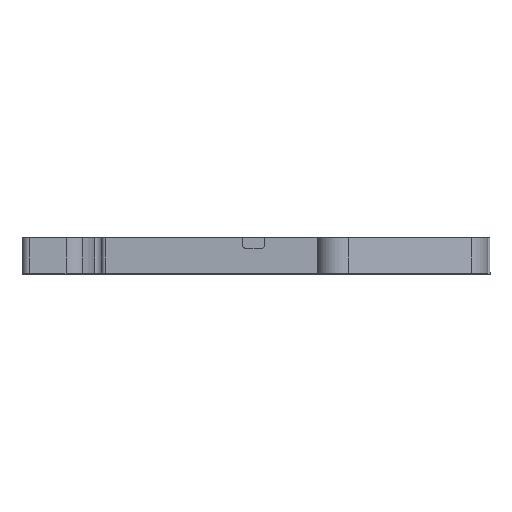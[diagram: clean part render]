
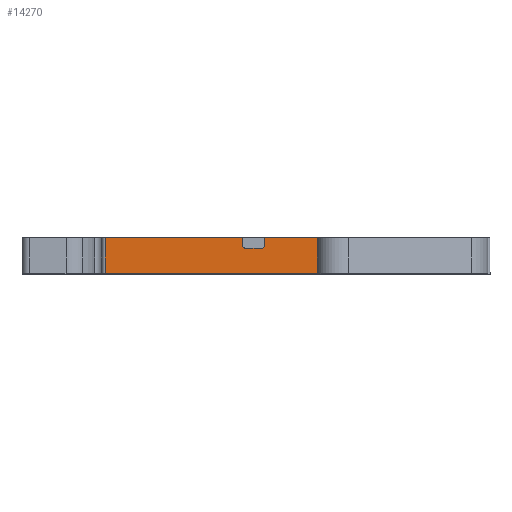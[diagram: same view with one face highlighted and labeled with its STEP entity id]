
A CAD part, front view. The second image highlights one B-rep face of the part: STEP entity #14270.
In plain terms, the highlighted planar face has unit normal (0, -1, 0).
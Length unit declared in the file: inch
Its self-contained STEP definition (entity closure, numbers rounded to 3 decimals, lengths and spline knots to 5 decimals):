
#29 = LINE ( 'NONE', #4278, #8149 ) ;
#364 = VECTOR ( 'NONE', #14319, 39.37008 ) ;
#894 = LINE ( 'NONE', #10490, #9285 ) ;
#934 = DIRECTION ( 'NONE',  ( 0., 0., -1. ) ) ;
#1087 = EDGE_CURVE ( 'NONE', #3203, #18716, #18859, .T. ) ;
#1486 = DIRECTION ( 'NONE',  ( 0., 0., 1. ) ) ;
#1752 = CARTESIAN_POINT ( 'NONE',  ( -0.60441, 0., 0.20276 ) ) ;
#2268 = CARTESIAN_POINT ( 'NONE',  ( 0.29637, 0., 0.15185 ) ) ;
#2283 = EDGE_CURVE ( 'NONE', #8642, #7501, #14995, .T. ) ;
#2571 = EDGE_CURVE ( 'NONE', #12364, #8399, #8879, .T. ) ;
#2701 = DIRECTION ( 'NONE',  ( 0., 0., -1. ) ) ;
#2906 = ORIENTED_EDGE ( 'NONE', *, *, #5833, .F. ) ;
#3203 = VERTEX_POINT ( 'NONE', #6556 ) ;
#3246 = ORIENTED_EDGE ( 'NONE', *, *, #9415, .F. ) ;
#3476 = PLANE ( 'NONE',  #15384 ) ;
#3575 = DIRECTION ( 'NONE',  ( -1., 0., 0. ) ) ;
#3578 = CARTESIAN_POINT ( 'NONE',  ( -0.60441, 0., 0.1437 ) ) ;
#3580 = LINE ( 'NONE', #12908, #364 ) ;
#3644 = CARTESIAN_POINT ( 'NONE',  ( 0.17039, 0., 0.16339 ) ) ;
#3674 = EDGE_CURVE ( 'NONE', #18716, #9979, #8334, .T. ) ;
#3687 = EDGE_CURVE ( 'NONE', #3709, #8642, #3580, .T. ) ;
#3709 = VERTEX_POINT ( 'NONE', #6604 ) ;
#3799 = ORIENTED_EDGE ( 'NONE', *, *, #2283, .F. ) ;
#4278 = CARTESIAN_POINT ( 'NONE',  ( -0.64383, 0., 0.20276 ) ) ;
#4343 = CARTESIAN_POINT ( 'NONE',  ( 0.60441, 0., 0.20276 ) ) ;
#4557 = VECTOR ( 'NONE', #2701, 39.37008 ) ;
#5109 = VECTOR ( 'NONE', #14317, 39.37008 ) ;
#5158 = EDGE_CURVE ( 'NONE', #17819, #12364, #29, .T. ) ;
#5833 = EDGE_CURVE ( 'NONE', #8399, #3203, #17922, .T. ) ;
#5987 = ORIENTED_EDGE ( 'NONE', *, *, #11569, .F. ) ;
#6069 = VERTEX_POINT ( 'NONE', #15991 ) ;
#6556 = CARTESIAN_POINT ( 'NONE',  ( 0.19007, 0., 0.1437 ) ) ;
#6604 = CARTESIAN_POINT ( 'NONE',  ( 0.29637, 0., 0.20276 ) ) ;
#7269 = DIRECTION ( 'NONE',  ( 0., 0., 1. ) ) ;
#7383 = CARTESIAN_POINT ( 'NONE',  ( 0.17039, 0., 0.15185 ) ) ;
#7501 = VERTEX_POINT ( 'NONE', #12978 ) ;
#7597 = ORIENTED_EDGE ( 'NONE', *, *, #1087, .F. ) ;
#8149 = VECTOR ( 'NONE', #9224, 39.37008 ) ;
#8221 = CARTESIAN_POINT ( 'NONE',  ( 0.27669, 0., 0.1437 ) ) ;
#8334 =( BOUNDED_CURVE ( )  B_SPLINE_CURVE ( 3, ( #8221, #14416, #2268, #19157 ),
 .UNSPECIFIED., .F., .T. ) 
 B_SPLINE_CURVE_WITH_KNOTS ( ( 4, 4 ),
 ( 1.5708, 3.14159 ),
 .UNSPECIFIED. ) 
 CURVE ( )  GEOMETRIC_REPRESENTATION_ITEM ( )  RATIONAL_B_SPLINE_CURVE ( ( 1., 0.805, 0.805, 1. ) ) 
 REPRESENTATION_ITEM ( '' )  );
#8399 = VERTEX_POINT ( 'NONE', #3644 ) ;
#8486 = EDGE_CURVE ( 'NONE', #6069, #17819, #8702, .T. ) ;
#8642 = VERTEX_POINT ( 'NONE', #16862 ) ;
#8702 = LINE ( 'NONE', #18312, #14773 ) ;
#8709 = CARTESIAN_POINT ( 'NONE',  ( 0.29637, 0., 0.16339 ) ) ;
#8718 = CARTESIAN_POINT ( 'NONE',  ( -0.58243, 0., 0.20276 ) ) ;
#8879 = LINE ( 'NONE', #10008, #4557 ) ;
#9224 = DIRECTION ( 'NONE',  ( 1., 0., 0. ) ) ;
#9285 = VECTOR ( 'NONE', #14960, 39.37008 ) ;
#9415 = EDGE_CURVE ( 'NONE', #7501, #6069, #894, .T. ) ;
#9979 = VERTEX_POINT ( 'NONE', #8709 ) ;
#10008 = CARTESIAN_POINT ( 'NONE',  ( 0.17039, 0., 0.20276 ) ) ;
#10011 = ORIENTED_EDGE ( 'NONE', *, *, #8486, .F. ) ;
#10305 = VECTOR ( 'NONE', #1486, 39.37008 ) ;
#10490 = CARTESIAN_POINT ( 'NONE',  ( 0.41337, 0., 0.00591 ) ) ;
#11080 = DIRECTION ( 'NONE',  ( 0., 1., 0. ) ) ;
#11123 = CARTESIAN_POINT ( 'NONE',  ( 0.17039, 0., 0.20276 ) ) ;
#11207 = ORIENTED_EDGE ( 'NONE', *, *, #5158, .F. ) ;
#11569 = EDGE_CURVE ( 'NONE', #9979, #3709, #16966, .T. ) ;
#11961 = CARTESIAN_POINT ( 'NONE',  ( 0.17039, 0., 0.16339 ) ) ;
#12049 = CARTESIAN_POINT ( 'NONE',  ( 0.19007, 0., 0.1437 ) ) ;
#12116 = CARTESIAN_POINT ( 'NONE',  ( 0.29637, 0., 0.20276 ) ) ;
#12334 = VECTOR ( 'NONE', #934, 39.37008 ) ;
#12364 = VERTEX_POINT ( 'NONE', #11123 ) ;
#12908 = CARTESIAN_POINT ( 'NONE',  ( -0.64383, 0., 0.20276 ) ) ;
#12978 = CARTESIAN_POINT ( 'NONE',  ( 0.60441, 0., 0.00591 ) ) ;
#13576 = CARTESIAN_POINT ( 'NONE',  ( 0.17854, 0., 0.1437 ) ) ;
#14270 = ADVANCED_FACE ( 'NONE', ( #18955 ), #3476, .F. ) ;
#14317 = DIRECTION ( 'NONE',  ( 1., 0., 0. ) ) ;
#14319 = DIRECTION ( 'NONE',  ( 1., 0., 0. ) ) ;
#14416 = CARTESIAN_POINT ( 'NONE',  ( 0.28822, 0., 0.1437 ) ) ;
#14773 = VECTOR ( 'NONE', #7269, 39.37008 ) ;
#14960 = DIRECTION ( 'NONE',  ( -1., 0., 0. ) ) ;
#14995 = LINE ( 'NONE', #4343, #12334 ) ;
#15384 = AXIS2_PLACEMENT_3D ( 'NONE', #1752, #11080, #3575 ) ;
#15673 = ORIENTED_EDGE ( 'NONE', *, *, #2571, .F. ) ;
#15839 = ORIENTED_EDGE ( 'NONE', *, *, #3687, .F. ) ;
#15991 = CARTESIAN_POINT ( 'NONE',  ( -0.58243, 0., 0.00591 ) ) ;
#16862 = CARTESIAN_POINT ( 'NONE',  ( 0.60441, 0., 0.20276 ) ) ;
#16965 = ORIENTED_EDGE ( 'NONE', *, *, #3674, .F. ) ;
#16966 = LINE ( 'NONE', #12116, #10305 ) ;
#17819 = VERTEX_POINT ( 'NONE', #8718 ) ;
#17922 =( BOUNDED_CURVE ( )  B_SPLINE_CURVE ( 3, ( #11961, #7383, #13576, #12049 ),
 .UNSPECIFIED., .F., .T. ) 
 B_SPLINE_CURVE_WITH_KNOTS ( ( 4, 4 ),
 ( 0., 1.5708 ),
 .UNSPECIFIED. ) 
 CURVE ( )  GEOMETRIC_REPRESENTATION_ITEM ( )  RATIONAL_B_SPLINE_CURVE ( ( 1., 0.805, 0.805, 1. ) ) 
 REPRESENTATION_ITEM ( '' )  );
#18280 = CARTESIAN_POINT ( 'NONE',  ( 0.27669, 0., 0.1437 ) ) ;
#18312 = CARTESIAN_POINT ( 'NONE',  ( -0.58243, 0., 0.20276 ) ) ;
#18716 = VERTEX_POINT ( 'NONE', #18280 ) ;
#18723 = EDGE_LOOP ( 'NONE', ( #10011, #3246, #3799, #15839, #5987, #16965, #7597, #2906, #15673, #11207 ) ) ;
#18859 = LINE ( 'NONE', #3578, #5109 ) ;
#18955 = FACE_OUTER_BOUND ( 'NONE', #18723, .T. ) ;
#19157 = CARTESIAN_POINT ( 'NONE',  ( 0.29637, 0., 0.16339 ) ) ;
